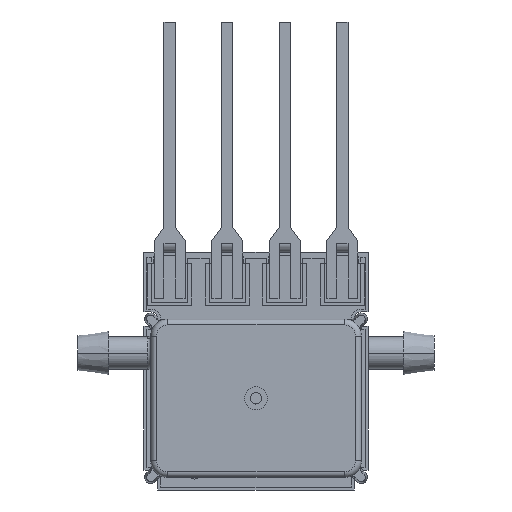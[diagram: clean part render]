
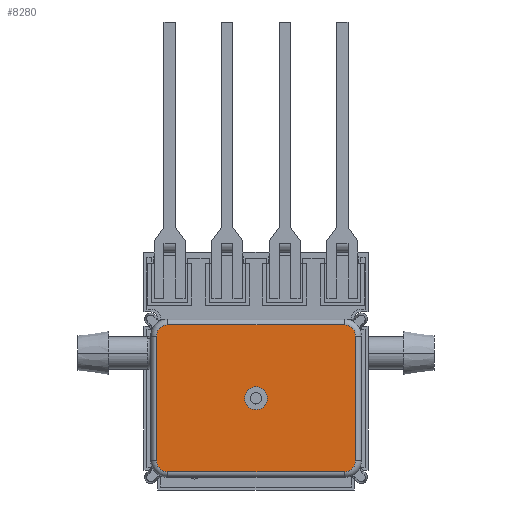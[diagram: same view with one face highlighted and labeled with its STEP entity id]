
A CAD part, front view. The second image highlights one B-rep face of the part: STEP entity #8280.
In plain terms, the highlighted face is planar.
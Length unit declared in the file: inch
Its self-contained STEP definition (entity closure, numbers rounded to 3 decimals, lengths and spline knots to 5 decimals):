
#1452 = CIRCLE ( 'NONE', #6490, 0.02 ) ;
#1549 = LINE ( 'NONE', #11010, #1579 ) ;
#1574 = CIRCLE ( 'NONE', #6610, 0.01953 ) ;
#1579 = VECTOR ( 'NONE', #11028, 39.37008 ) ;
#1598 = CIRCLE ( 'NONE', #6620, 0.01953 ) ;
#1613 = CIRCLE ( 'NONE', #6624, 0.02 ) ;
#1617 = LINE ( 'NONE', #11149, #1621 ) ;
#1621 = VECTOR ( 'NONE', #11139, 39.37008 ) ;
#1622 = CIRCLE ( 'NONE', #6605, 0.01953 ) ;
#1627 = LINE ( 'NONE', #11062, #1633 ) ;
#1633 = VECTOR ( 'NONE', #11048, 39.37008 ) ;
#1639 = CIRCLE ( 'NONE', #6616, 0.01953 ) ;
#1650 = LINE ( 'NONE', #11200, #1681 ) ;
#1681 = VECTOR ( 'NONE', #11187, 39.37008 ) ;
#1927 = FACE_OUTER_BOUND ( 'NONE', #3758, .T. ) ;
#1962 = FACE_BOUND ( 'NONE', #3725, .T. ) ;
#2757 = CARTESIAN_POINT ( 'NONE',  ( -0.17307, 0.10472, 0.10807 ) ) ;
#2787 = CARTESIAN_POINT ( 'NONE',  ( -0.15354, 0.10472, 0.1276 ) ) ;
#2790 = CARTESIAN_POINT ( 'NONE',  ( -0.17307, 0.10472, -0.10807 ) ) ;
#2805 = CARTESIAN_POINT ( 'NONE',  ( 0.17307, 0.10472, 0.10807 ) ) ;
#2824 = CARTESIAN_POINT ( 'NONE',  ( -0.15354, 0.10472, -0.1276 ) ) ;
#2841 = CARTESIAN_POINT ( 'NONE',  ( 0.17307, 0.10472, -0.10807 ) ) ;
#2842 = CARTESIAN_POINT ( 'NONE',  ( 0.15354, 0.10472, -0.1276 ) ) ;
#2847 = CARTESIAN_POINT ( 'NONE',  ( 0.15354, 0.10472, 0.1276 ) ) ;
#2936 = CARTESIAN_POINT ( 'NONE',  ( 0., 0.10472, -0.02 ) ) ;
#2967 = CARTESIAN_POINT ( 'NONE',  ( 0., 0.10472, 0.02 ) ) ;
#3020 = DIRECTION ( 'NONE',  ( 0., 0., 1. ) ) ;
#3040 = CARTESIAN_POINT ( 'NONE',  ( -0.15354, 0.10472, 0.10807 ) ) ;
#3045 = DIRECTION ( 'NONE',  ( 0., 1., 0. ) ) ;
#3048 = PLANE ( 'NONE',  #6682 ) ;
#3725 = EDGE_LOOP ( 'NONE', ( #8866, #8832 ) ) ;
#3758 = EDGE_LOOP ( 'NONE', ( #8879, #8876, #8867, #8850, #8857, #8838, #8833, #8890 ) ) ;
#6094 = EDGE_CURVE ( 'NONE', #7515, #7525, #1452, .T. ) ;
#6219 = EDGE_CURVE ( 'NONE', #7384, #7394, #1549, .T. ) ;
#6223 = EDGE_CURVE ( 'NONE', #7394, #7396, #1574, .T. ) ;
#6238 = EDGE_CURVE ( 'NONE', #7525, #7515, #1613, .T. ) ;
#6239 = EDGE_CURVE ( 'NONE', #7381, #7369, #1627, .T. ) ;
#6243 = EDGE_CURVE ( 'NONE', #7369, #7384, #1598, .T. ) ;
#6257 = EDGE_CURVE ( 'NONE', #7390, #7399, #1639, .T. ) ;
#6259 = EDGE_CURVE ( 'NONE', #7399, #7401, #1617, .T. ) ;
#6261 = EDGE_CURVE ( 'NONE', #7401, #7381, #1622, .T. ) ;
#6273 = EDGE_CURVE ( 'NONE', #7396, #7390, #1650, .T. ) ;
#6490 = AXIS2_PLACEMENT_3D ( 'NONE', #10681, #10708, #10694 ) ;
#6605 = AXIS2_PLACEMENT_3D ( 'NONE', #11160, #11175, #11141 ) ;
#6610 = AXIS2_PLACEMENT_3D ( 'NONE', #11004, #11005, #11036 ) ;
#6616 = AXIS2_PLACEMENT_3D ( 'NONE', #11105, #11159, #11162 ) ;
#6620 = AXIS2_PLACEMENT_3D ( 'NONE', #11083, #11108, #11101 ) ;
#6624 = AXIS2_PLACEMENT_3D ( 'NONE', #11063, #11085, #11069 ) ;
#6682 = AXIS2_PLACEMENT_3D ( 'NONE', #3040, #3045, #3020 ) ;
#7369 = VERTEX_POINT ( 'NONE', #2757 ) ;
#7381 = VERTEX_POINT ( 'NONE', #2790 ) ;
#7384 = VERTEX_POINT ( 'NONE', #2787 ) ;
#7390 = VERTEX_POINT ( 'NONE', #2841 ) ;
#7394 = VERTEX_POINT ( 'NONE', #2847 ) ;
#7396 = VERTEX_POINT ( 'NONE', #2805 ) ;
#7399 = VERTEX_POINT ( 'NONE', #2842 ) ;
#7401 = VERTEX_POINT ( 'NONE', #2824 ) ;
#7515 = VERTEX_POINT ( 'NONE', #2936 ) ;
#7525 = VERTEX_POINT ( 'NONE', #2967 ) ;
#8280 = ADVANCED_FACE ( 'NONE', ( #1962, #1927 ), #3048, .T. ) ;
#8832 = ORIENTED_EDGE ( 'NONE', *, *, #6094, .F. ) ;
#8833 = ORIENTED_EDGE ( 'NONE', *, *, #6259, .T. ) ;
#8838 = ORIENTED_EDGE ( 'NONE', *, *, #6257, .T. ) ;
#8850 = ORIENTED_EDGE ( 'NONE', *, *, #6223, .T. ) ;
#8857 = ORIENTED_EDGE ( 'NONE', *, *, #6273, .T. ) ;
#8866 = ORIENTED_EDGE ( 'NONE', *, *, #6238, .F. ) ;
#8867 = ORIENTED_EDGE ( 'NONE', *, *, #6219, .T. ) ;
#8876 = ORIENTED_EDGE ( 'NONE', *, *, #6243, .T. ) ;
#8879 = ORIENTED_EDGE ( 'NONE', *, *, #6239, .T. ) ;
#8890 = ORIENTED_EDGE ( 'NONE', *, *, #6261, .T. ) ;
#10681 = CARTESIAN_POINT ( 'NONE',  ( 0., 0.10472, 0. ) ) ;
#10694 = DIRECTION ( 'NONE',  ( 0., 0., 1. ) ) ;
#10708 = DIRECTION ( 'NONE',  ( 0., 1., 0. ) ) ;
#11004 = CARTESIAN_POINT ( 'NONE',  ( 0.15354, 0.10472, 0.10807 ) ) ;
#11005 = DIRECTION ( 'NONE',  ( 0., 1., 0. ) ) ;
#11010 = CARTESIAN_POINT ( 'NONE',  ( 0.15354, 0.10472, 0.1276 ) ) ;
#11028 = DIRECTION ( 'NONE',  ( 1., 0., 0. ) ) ;
#11036 = DIRECTION ( 'NONE',  ( 0., 0., 1. ) ) ;
#11048 = DIRECTION ( 'NONE',  ( 0., 0., 1. ) ) ;
#11062 = CARTESIAN_POINT ( 'NONE',  ( -0.17307, 0.10472, 0.10807 ) ) ;
#11063 = CARTESIAN_POINT ( 'NONE',  ( 0., 0.10472, 0. ) ) ;
#11069 = DIRECTION ( 'NONE',  ( 0., 0., 1. ) ) ;
#11083 = CARTESIAN_POINT ( 'NONE',  ( -0.15354, 0.10472, 0.10807 ) ) ;
#11085 = DIRECTION ( 'NONE',  ( 0., 1., 0. ) ) ;
#11101 = DIRECTION ( 'NONE',  ( 0., 0., 1. ) ) ;
#11105 = CARTESIAN_POINT ( 'NONE',  ( 0.15354, 0.10472, -0.10807 ) ) ;
#11108 = DIRECTION ( 'NONE',  ( 0., 1., 0. ) ) ;
#11139 = DIRECTION ( 'NONE',  ( -1., 0., 0. ) ) ;
#11141 = DIRECTION ( 'NONE',  ( 0., 0., 1. ) ) ;
#11149 = CARTESIAN_POINT ( 'NONE',  ( -0.15354, 0.10472, -0.1276 ) ) ;
#11159 = DIRECTION ( 'NONE',  ( 0., 1., 0. ) ) ;
#11160 = CARTESIAN_POINT ( 'NONE',  ( -0.15354, 0.10472, -0.10807 ) ) ;
#11162 = DIRECTION ( 'NONE',  ( 0., 0., 1. ) ) ;
#11175 = DIRECTION ( 'NONE',  ( 0., 1., 0. ) ) ;
#11187 = DIRECTION ( 'NONE',  ( 0., 0., -1. ) ) ;
#11200 = CARTESIAN_POINT ( 'NONE',  ( 0.17307, 0.10472, -0.10807 ) ) ;
